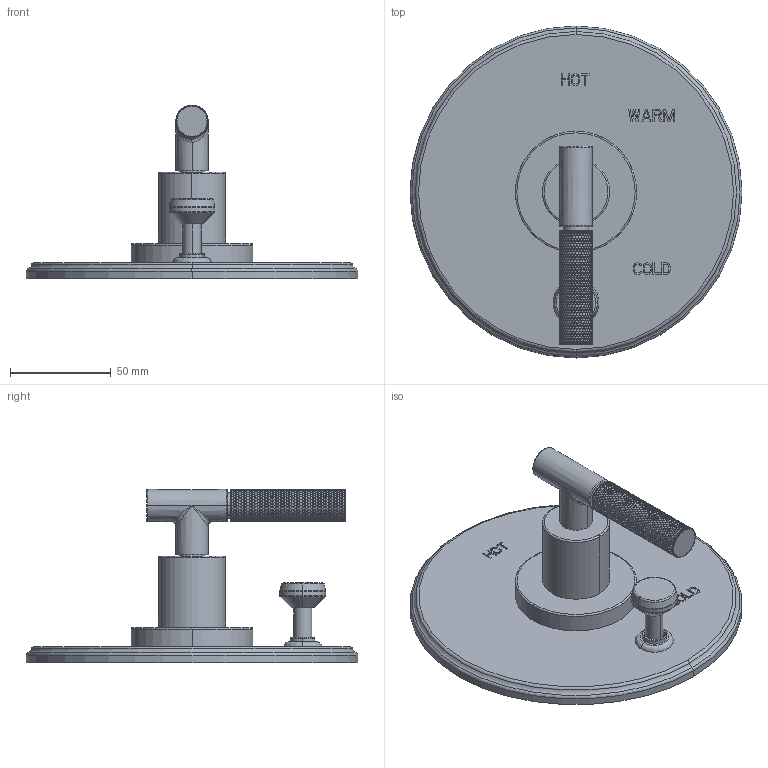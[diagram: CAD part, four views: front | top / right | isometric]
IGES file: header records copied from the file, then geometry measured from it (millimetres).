
Start section:  PTC IGES file: 5-3292bp.igs
Global section: file name: 5-3292bp.igs; native system: Creo Parametric by PTC Inc.; preprocessor: 2018400; author: jinson.thomas; organization: Unknown; date: 20210920.153354; units: inch
Bounding box: 165.1 x 165.1 x 86.21 mm (x, y, z)
Volume: 253570.8 mm3; surface area: 60432.5 mm2
Topology: 1 solids, 1 shells, 7895 faces, 16331 edges, 8467 vertices
Faces by surface type: bspline 6351, revolution 1544
